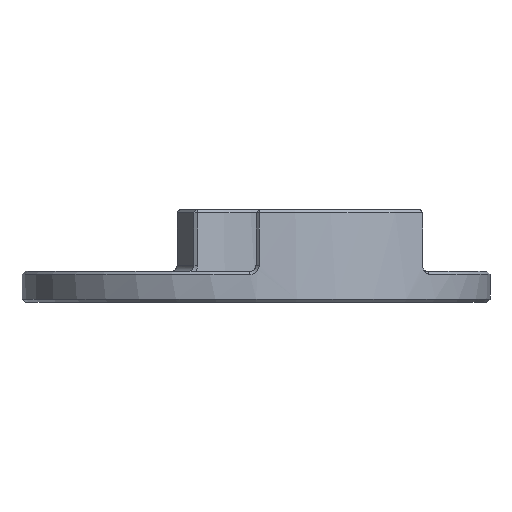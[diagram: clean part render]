
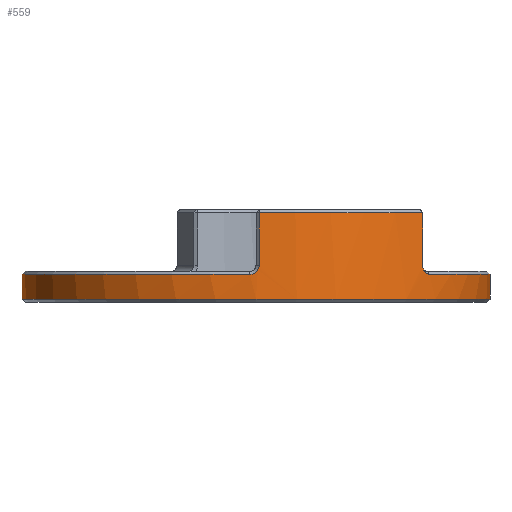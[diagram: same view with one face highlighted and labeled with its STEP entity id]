
A CAD part, front view. The second image highlights one B-rep face of the part: STEP entity #559.
In plain terms, the highlighted cylindrical face has radius 38 mm (diameter 76 mm), a partial arc.
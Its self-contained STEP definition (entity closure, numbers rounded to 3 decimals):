
#54 = ORIENTED_EDGE ( 'NONE', *, *, #4114, .T. ) ;
#108 = ORIENTED_EDGE ( 'NONE', *, *, #3436, .T. ) ;
#122 = EDGE_CURVE ( 'NONE', #4127, #933, #2751, .T. ) ;
#239 = CARTESIAN_POINT ( 'NONE',  ( 0., 0., 14.5 ) ) ;
#321 = CARTESIAN_POINT ( 'NONE',  ( -38., 0., 0.5 ) ) ;
#330 = CARTESIAN_POINT ( 'NONE',  ( 27.069, -26.67, 5.897 ) ) ;
#337 = DIRECTION ( 'NONE',  ( 1., 0., 0. ) ) ;
#351 = CARTESIAN_POINT ( 'NONE',  ( 27.23, -26.505, 5.227 ) ) ;
#367 = LINE ( 'NONE', #2256, #2864 ) ;
#368 = ORIENTED_EDGE ( 'NONE', *, *, #4144, .T. ) ;
#395 = ORIENTED_EDGE ( 'NONE', *, *, #122, .F. ) ;
#407 = CARTESIAN_POINT ( 'NONE',  ( 0.315, -37.999, 5.245 ) ) ;
#455 = ORIENTED_EDGE ( 'NONE', *, *, #1174, .T. ) ;
#490 = LINE ( 'NONE', #2788, #649 ) ;
#544 = AXIS2_PLACEMENT_3D ( 'NONE', #239, #1529, #3491 ) ;
#559 = ADVANCED_FACE ( 'NONE', ( #2186 ), #3809, .T. ) ;
#576 = CARTESIAN_POINT ( 'NONE',  ( 0., 0., 15. ) ) ;
#591 = CARTESIAN_POINT ( 'NONE',  ( 38., 0., 0.5 ) ) ;
#596 = EDGE_LOOP ( 'NONE', ( #395, #1902, #368, #54, #108, #973, #3351, #3982, #2363, #455 ) ) ;
#640 = CARTESIAN_POINT ( 'NONE',  ( 38., 0., 4.5 ) ) ;
#649 = VECTOR ( 'NONE', #4011, 1000. ) ;
#660 = CARTESIAN_POINT ( 'NONE',  ( 27.364, -26.366, 4.99 ) ) ;
#683 = DIRECTION ( 'NONE',  ( 0., 0., 1. ) ) ;
#700 = CARTESIAN_POINT ( 'NONE',  ( 27.132, -26.606, 5.5 ) ) ;
#701 = B_SPLINE_CURVE_WITH_KNOTS ( 'NONE', 3,
 ( #1731, #3665, #1081, #407, #2383, #2984, #3952, #3067, #2055, #1442 ),
 .UNSPECIFIED., .F., .F.,
 ( 4, 2, 2, 2, 4 ),
 ( 0., 0.25, 0.5, 0.75, 1. ),
 .UNSPECIFIED. ) ;
#856 = CARTESIAN_POINT ( 'NONE',  ( 0.507, -37.997, 14.5 ) ) ;
#885 = CIRCLE ( 'NONE', #3259, 38. ) ;
#925 = AXIS2_PLACEMENT_3D ( 'NONE', #3609, #991, #337 ) ;
#933 = VERTEX_POINT ( 'NONE', #591 ) ;
#952 = DIRECTION ( 'NONE',  ( 1., 0., 0. ) ) ;
#973 = ORIENTED_EDGE ( 'NONE', *, *, #4136, .T. ) ;
#991 = DIRECTION ( 'NONE',  ( 0., 0., 1. ) ) ;
#1081 = CARTESIAN_POINT ( 'NONE',  ( 0.467, -37.997, 5.607 ) ) ;
#1174 = EDGE_CURVE ( 'NONE', #2318, #933, #3902, .T. ) ;
#1223 = VERTEX_POINT ( 'NONE', #3247 ) ;
#1302 = DIRECTION ( 'NONE',  ( 0., 0., -1. ) ) ;
#1319 = CARTESIAN_POINT ( 'NONE',  ( 27.077, -26.662, 5.795 ) ) ;
#1338 = DIRECTION ( 'NONE',  ( 1., 0., 0. ) ) ;
#1442 = CARTESIAN_POINT ( 'NONE',  ( -1.013, -37.986, 4.5 ) ) ;
#1527 = VERTEX_POINT ( 'NONE', #3441 ) ;
#1529 = DIRECTION ( 'NONE',  ( 0., 0., -1. ) ) ;
#1596 = CARTESIAN_POINT ( 'NONE',  ( 0.507, -37.997, 15. ) ) ;
#1650 = CARTESIAN_POINT ( 'NONE',  ( 27.109, -26.629, 5.594 ) ) ;
#1731 = CARTESIAN_POINT ( 'NONE',  ( 0.507, -37.997, 6. ) ) ;
#1868 = DIRECTION ( 'NONE',  ( 0., 0., -1. ) ) ;
#1902 = ORIENTED_EDGE ( 'NONE', *, *, #3905, .T. ) ;
#1953 = LINE ( 'NONE', #1596, #2786 ) ;
#1996 = EDGE_CURVE ( 'NONE', #3046, #2318, #490, .T. ) ;
#2050 = EDGE_CURVE ( 'NONE', #2787, #3195, #701, .T. ) ;
#2055 = CARTESIAN_POINT ( 'NONE',  ( -0.813, -37.992, 4.5 ) ) ;
#2059 = DIRECTION ( 'NONE',  ( 0., 0., -1. ) ) ;
#2186 = FACE_OUTER_BOUND ( 'NONE', #596, .T. ) ;
#2202 = CARTESIAN_POINT ( 'NONE',  ( 0., 0., 4.5 ) ) ;
#2238 = AXIS2_PLACEMENT_3D ( 'NONE', #576, #3486, #2919 ) ;
#2256 = CARTESIAN_POINT ( 'NONE',  ( 27.069, -26.67, 15. ) ) ;
#2274 = CARTESIAN_POINT ( 'NONE',  ( -1.013, -37.986, 4.5 ) ) ;
#2307 = CIRCLE ( 'NONE', #2445, 38. ) ;
#2318 = VERTEX_POINT ( 'NONE', #321 ) ;
#2321 = CARTESIAN_POINT ( 'NONE',  ( 27.913, -25.789, 4.5 ) ) ;
#2363 = ORIENTED_EDGE ( 'NONE', *, *, #1996, .T. ) ;
#2383 = CARTESIAN_POINT ( 'NONE',  ( 0.202, -38., 5.078 ) ) ;
#2445 = AXIS2_PLACEMENT_3D ( 'NONE', #2930, #1302, #1338 ) ;
#2525 = CARTESIAN_POINT ( 'NONE',  ( -38., 0., 4.5 ) ) ;
#2628 = CARTESIAN_POINT ( 'NONE',  ( 27.069, -26.67, 6. ) ) ;
#2751 = LINE ( 'NONE', #4036, #2982 ) ;
#2786 = VECTOR ( 'NONE', #3221, 1000. ) ;
#2787 = VERTEX_POINT ( 'NONE', #3092 ) ;
#2788 = CARTESIAN_POINT ( 'NONE',  ( -38., 0., 15. ) ) ;
#2864 = VECTOR ( 'NONE', #683, 1000. ) ;
#2919 = DIRECTION ( 'NONE',  ( -1., 0., 0. ) ) ;
#2930 = CARTESIAN_POINT ( 'NONE',  ( 0., 0., 4.5 ) ) ;
#2982 = VECTOR ( 'NONE', #2059, 1000. ) ;
#2983 = CIRCLE ( 'NONE', #544, 38. ) ;
#2984 = CARTESIAN_POINT ( 'NONE',  ( -0.079, -38., 4.801 ) ) ;
#3046 = VERTEX_POINT ( 'NONE', #2525 ) ;
#3067 = CARTESIAN_POINT ( 'NONE',  ( -0.615, -37.995, 4.539 ) ) ;
#3068 = CARTESIAN_POINT ( 'NONE',  ( 28.19, -25.482, 4.5 ) ) ;
#3077 = B_SPLINE_CURVE_WITH_KNOTS ( 'NONE', 3,
 ( #3896, #2321, #3278, #660, #3263, #351, #3621, #700, #1650, #1319, #330, #2628 ),
 .UNSPECIFIED., .F., .F.,
 ( 4, 2, 2, 2, 2, 4 ),
 ( 0., 0.5, 0.625, 0.75, 0.875, 1. ),
 .UNSPECIFIED. ) ;
#3092 = CARTESIAN_POINT ( 'NONE',  ( 0.507, -37.997, 6. ) ) ;
#3195 = VERTEX_POINT ( 'NONE', #2274 ) ;
#3221 = DIRECTION ( 'NONE',  ( 0., 0., -1. ) ) ;
#3247 = CARTESIAN_POINT ( 'NONE',  ( 27.069, -26.67, 14.5 ) ) ;
#3259 = AXIS2_PLACEMENT_3D ( 'NONE', #2202, #1868, #952 ) ;
#3263 = CARTESIAN_POINT ( 'NONE',  ( 27.317, -26.416, 5.063 ) ) ;
#3264 = VERTEX_POINT ( 'NONE', #3068 ) ;
#3278 = CARTESIAN_POINT ( 'NONE',  ( 27.632, -26.087, 4.648 ) ) ;
#3351 = ORIENTED_EDGE ( 'NONE', *, *, #2050, .T. ) ;
#3436 = EDGE_CURVE ( 'NONE', #1223, #3476, #2983, .T. ) ;
#3441 = CARTESIAN_POINT ( 'NONE',  ( 27.069, -26.67, 6. ) ) ;
#3476 = VERTEX_POINT ( 'NONE', #856 ) ;
#3486 = DIRECTION ( 'NONE',  ( 0., 0., -1. ) ) ;
#3491 = DIRECTION ( 'NONE',  ( 1., 0., 0. ) ) ;
#3609 = CARTESIAN_POINT ( 'NONE',  ( 0., 0., 0.5 ) ) ;
#3621 = CARTESIAN_POINT ( 'NONE',  ( 27.193, -26.543, 5.315 ) ) ;
#3665 = CARTESIAN_POINT ( 'NONE',  ( 0.507, -37.997, 5.803 ) ) ;
#3809 = CYLINDRICAL_SURFACE ( 'NONE', #2238, 38. ) ;
#3896 = CARTESIAN_POINT ( 'NONE',  ( 28.19, -25.482, 4.5 ) ) ;
#3902 = CIRCLE ( 'NONE', #925, 38. ) ;
#3905 = EDGE_CURVE ( 'NONE', #4127, #3264, #885, .T. ) ;
#3952 = CARTESIAN_POINT ( 'NONE',  ( -0.246, -38., 4.69 ) ) ;
#3982 = ORIENTED_EDGE ( 'NONE', *, *, #4095, .T. ) ;
#4011 = DIRECTION ( 'NONE',  ( 0., 0., -1. ) ) ;
#4036 = CARTESIAN_POINT ( 'NONE',  ( 38., 0., 15. ) ) ;
#4095 = EDGE_CURVE ( 'NONE', #3195, #3046, #2307, .T. ) ;
#4114 = EDGE_CURVE ( 'NONE', #1527, #1223, #367, .T. ) ;
#4127 = VERTEX_POINT ( 'NONE', #640 ) ;
#4136 = EDGE_CURVE ( 'NONE', #3476, #2787, #1953, .T. ) ;
#4144 = EDGE_CURVE ( 'NONE', #3264, #1527, #3077, .T. ) ;
